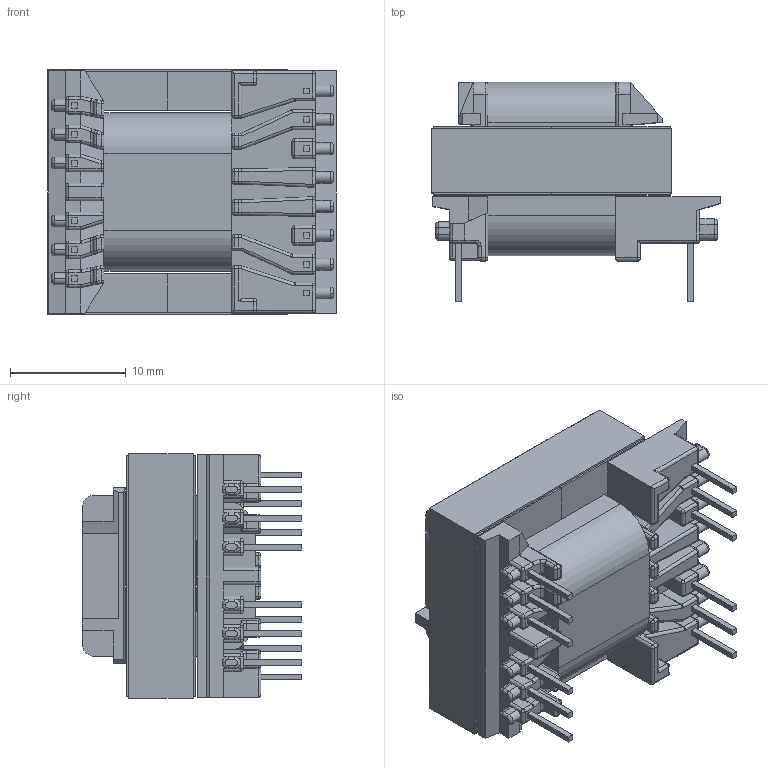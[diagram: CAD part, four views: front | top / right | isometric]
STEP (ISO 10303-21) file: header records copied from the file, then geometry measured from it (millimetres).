
FILE_DESCRIPTION (( 'STEP AP214' ), '1' );
FILE_NAME ('EE20-10-6_5643_MP10-11.STEP', '2021-03-10T20:57:22', ( '' ), ( '' ), 'SwSTEP 2.0', 'SolidWorks 2017', '' );
FILE_SCHEMA (( 'AUTOMOTIVE_DESIGN' ));
Length unit declared in the file: millimetre
Products named in the file (5): EE20-10-6_5643_MP10-11; 150-2107_6B; 070-5643_coil; 440-9987-2107; 070-5643_6A
Assembly tree (5 placements, depth 2):
  EE20-10-6_5643_MP10-11
    070-5643_6A
    070-5643_coil
    150-2107_6B  x2
    440-9987-2107
Bounding box: 24.9 x 18.91 x 21.12 mm (x, y, z)
Volume: 4712.7 mm3; surface area: 6470.7 mm2
Topology: 5 solids, 5 shells, 823 faces, 2054 edges, 1175 vertices
Faces by surface type: plane 356, cylinder 311, sphere 86, torus 62, bspline 8
Entity records: 24300 total; most frequent: CARTESIAN_POINT 4294, DIRECTION 4129, ORIENTED_EDGE 3858, EDGE_CURVE 1929, AXIS2_PLACEMENT_3D 1466, LINE 1197, VECTOR 1197, VERTEX_POINT 1139
